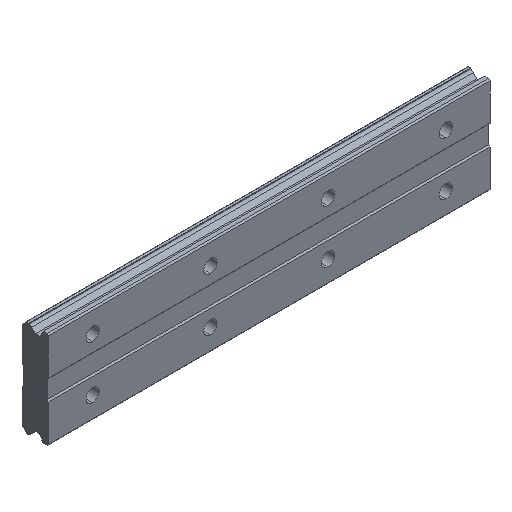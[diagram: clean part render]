
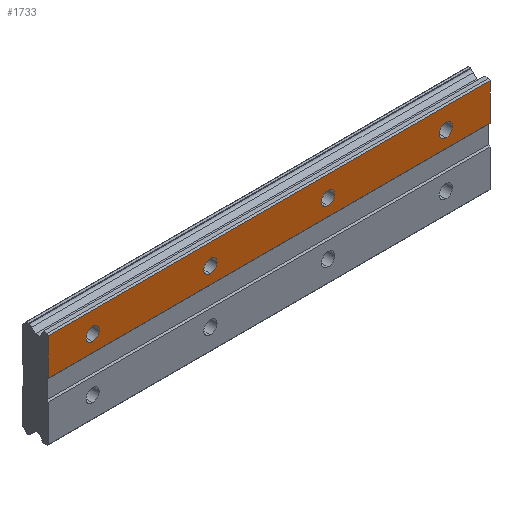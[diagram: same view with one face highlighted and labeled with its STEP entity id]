
A CAD part, isometric view. The second image highlights one B-rep face of the part: STEP entity #1733.
In plain terms, the highlighted planar face has unit normal (0, -1, 0).
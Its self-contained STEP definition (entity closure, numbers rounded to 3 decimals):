
#63 = EDGE_LOOP ( 'NONE', ( #590, #1001 ) ) ;
#75 = PLANE ( 'NONE',  #128 ) ;
#88 = CARTESIAN_POINT ( 'NONE',  ( 80., 0., 9. ) ) ;
#95 = VECTOR ( 'NONE', #2080, 1000. ) ;
#101 = CIRCLE ( 'NONE', #1340, 2.25 ) ;
#105 = EDGE_CURVE ( 'NONE', #1117, #2202, #101, .T. ) ;
#109 = DIRECTION ( 'NONE',  ( 0., -1., 0. ) ) ;
#122 = EDGE_CURVE ( 'NONE', #384, #978, #178, .T. ) ;
#128 = AXIS2_PLACEMENT_3D ( 'NONE', #1988, #683, #1793 ) ;
#161 = VERTEX_POINT ( 'NONE', #255 ) ;
#168 = CIRCLE ( 'NONE', #1294, 2.25 ) ;
#169 = VERTEX_POINT ( 'NONE', #2123 ) ;
#178 = CIRCLE ( 'NONE', #1849, 2.25 ) ;
#228 = CARTESIAN_POINT ( 'NONE',  ( 135., 0., 16.615 ) ) ;
#245 = CARTESIAN_POINT ( 'NONE',  ( 0., 0., 11.25 ) ) ;
#255 = CARTESIAN_POINT ( 'NONE',  ( 135., 0., 3.5 ) ) ;
#262 = DIRECTION ( 'NONE',  ( 0., -1., 0. ) ) ;
#288 = VERTEX_POINT ( 'NONE', #601 ) ;
#308 = ORIENTED_EDGE ( 'NONE', *, *, #1857, .F. ) ;
#344 = DIRECTION ( 'NONE',  ( 0., 0., 1. ) ) ;
#366 = EDGE_CURVE ( 'NONE', #1724, #169, #1473, .T. ) ;
#384 = VERTEX_POINT ( 'NONE', #2187 ) ;
#427 = DIRECTION ( 'NONE',  ( 0., 0., 1. ) ) ;
#431 = FACE_BOUND ( 'NONE', #63, .T. ) ;
#432 = AXIS2_PLACEMENT_3D ( 'NONE', #2021, #1465, #2226 ) ;
#494 = ORIENTED_EDGE ( 'NONE', *, *, #2317, .F. ) ;
#537 = LINE ( 'NONE', #721, #591 ) ;
#540 = LINE ( 'NONE', #1485, #701 ) ;
#590 = ORIENTED_EDGE ( 'NONE', *, *, #105, .F. ) ;
#591 = VECTOR ( 'NONE', #1797, 1000. ) ;
#601 = CARTESIAN_POINT ( 'NONE',  ( -15., 0., 3.5 ) ) ;
#608 = FACE_BOUND ( 'NONE', #1209, .T. ) ;
#632 = VERTEX_POINT ( 'NONE', #1892 ) ;
#683 = DIRECTION ( 'NONE',  ( 0., 1., 0. ) ) ;
#701 = VECTOR ( 'NONE', #1655, 1000. ) ;
#706 = CARTESIAN_POINT ( 'NONE',  ( 120., 0., 11.25 ) ) ;
#721 = CARTESIAN_POINT ( 'NONE',  ( -15., 0., 16.615 ) ) ;
#746 = CARTESIAN_POINT ( 'NONE',  ( 40., 0., 9. ) ) ;
#767 = DIRECTION ( 'NONE',  ( -1., 0., 0. ) ) ;
#775 = DIRECTION ( 'NONE',  ( 0., 0., 1. ) ) ;
#800 = CARTESIAN_POINT ( 'NONE',  ( 120., 0., 9. ) ) ;
#807 = ORIENTED_EDGE ( 'NONE', *, *, #1969, .F. ) ;
#848 = DIRECTION ( 'NONE',  ( 0., -1., 0. ) ) ;
#850 = CARTESIAN_POINT ( 'NONE',  ( 80., 0., 6.75 ) ) ;
#866 = AXIS2_PLACEMENT_3D ( 'NONE', #2373, #2363, #2201 ) ;
#895 = CIRCLE ( 'NONE', #961, 2.25 ) ;
#942 = DIRECTION ( 'NONE',  ( 0., -1., 0. ) ) ;
#951 = CARTESIAN_POINT ( 'NONE',  ( 120., 0., 9. ) ) ;
#961 = AXIS2_PLACEMENT_3D ( 'NONE', #746, #942, #1507 ) ;
#968 = VERTEX_POINT ( 'NONE', #1829 ) ;
#978 = VERTEX_POINT ( 'NONE', #706 ) ;
#981 = FACE_BOUND ( 'NONE', #2142, .T. ) ;
#997 = ORIENTED_EDGE ( 'NONE', *, *, #1537, .F. ) ;
#1001 = ORIENTED_EDGE ( 'NONE', *, *, #1696, .F. ) ;
#1022 = VECTOR ( 'NONE', #767, 1000. ) ;
#1029 = CARTESIAN_POINT ( 'NONE',  ( 80., 0., 9. ) ) ;
#1037 = CARTESIAN_POINT ( 'NONE',  ( 0., 0., 9. ) ) ;
#1041 = VERTEX_POINT ( 'NONE', #2259 ) ;
#1047 = CIRCLE ( 'NONE', #1359, 2.25 ) ;
#1058 = CIRCLE ( 'NONE', #866, 2.25 ) ;
#1089 = ORIENTED_EDGE ( 'NONE', *, *, #1115, .F. ) ;
#1115 = EDGE_CURVE ( 'NONE', #1281, #161, #2105, .T. ) ;
#1117 = VERTEX_POINT ( 'NONE', #1924 ) ;
#1141 = AXIS2_PLACEMENT_3D ( 'NONE', #1037, #1211, #344 ) ;
#1167 = EDGE_CURVE ( 'NONE', #161, #288, #1719, .T. ) ;
#1209 = EDGE_LOOP ( 'NONE', ( #1788, #2107 ) ) ;
#1211 = DIRECTION ( 'NONE',  ( 0., -1., 0. ) ) ;
#1281 = VERTEX_POINT ( 'NONE', #2255 ) ;
#1294 = AXIS2_PLACEMENT_3D ( 'NONE', #88, #262, #775 ) ;
#1340 = AXIS2_PLACEMENT_3D ( 'NONE', #1029, #109, #1763 ) ;
#1343 = ORIENTED_EDGE ( 'NONE', *, *, #1554, .T. ) ;
#1347 = DIRECTION ( 'NONE',  ( 0., -1., 0. ) ) ;
#1359 = AXIS2_PLACEMENT_3D ( 'NONE', #951, #1347, #2066 ) ;
#1465 = DIRECTION ( 'NONE',  ( 0., -1., 0. ) ) ;
#1473 = CIRCLE ( 'NONE', #1141, 2.25 ) ;
#1485 = CARTESIAN_POINT ( 'NONE',  ( 135., 0., 16. ) ) ;
#1497 = EDGE_LOOP ( 'NONE', ( #2002, #1089, #494, #1343 ) ) ;
#1507 = DIRECTION ( 'NONE',  ( 0., 0., 1. ) ) ;
#1537 = EDGE_CURVE ( 'NONE', #169, #1724, #1058, .T. ) ;
#1554 = EDGE_CURVE ( 'NONE', #632, #288, #537, .T. ) ;
#1655 = DIRECTION ( 'NONE',  ( 1., 0., 0. ) ) ;
#1672 = CARTESIAN_POINT ( 'NONE',  ( 135., 0., 3.5 ) ) ;
#1696 = EDGE_CURVE ( 'NONE', #2202, #1117, #168, .T. ) ;
#1719 = LINE ( 'NONE', #1672, #1022 ) ;
#1724 = VERTEX_POINT ( 'NONE', #245 ) ;
#1733 = ADVANCED_FACE ( 'NONE', ( #1742, #2273, #608, #431, #981 ), #75, .F. ) ;
#1742 = FACE_OUTER_BOUND ( 'NONE', #1497, .T. ) ;
#1763 = DIRECTION ( 'NONE',  ( 0., 0., 1. ) ) ;
#1788 = ORIENTED_EDGE ( 'NONE', *, *, #2041, .F. ) ;
#1793 = DIRECTION ( 'NONE',  ( 0., 0., 1. ) ) ;
#1797 = DIRECTION ( 'NONE',  ( 0., 0., -1. ) ) ;
#1829 = CARTESIAN_POINT ( 'NONE',  ( 40., 0., 6.75 ) ) ;
#1849 = AXIS2_PLACEMENT_3D ( 'NONE', #800, #848, #427 ) ;
#1857 = EDGE_CURVE ( 'NONE', #968, #1041, #2181, .T. ) ;
#1892 = CARTESIAN_POINT ( 'NONE',  ( -15., 0., 16. ) ) ;
#1924 = CARTESIAN_POINT ( 'NONE',  ( 80., 0., 11.25 ) ) ;
#1969 = EDGE_CURVE ( 'NONE', #1041, #968, #895, .T. ) ;
#1988 = CARTESIAN_POINT ( 'NONE',  ( 135., 0., 16. ) ) ;
#2002 = ORIENTED_EDGE ( 'NONE', *, *, #1167, .F. ) ;
#2021 = CARTESIAN_POINT ( 'NONE',  ( 40., 0., 9. ) ) ;
#2041 = EDGE_CURVE ( 'NONE', #978, #384, #1047, .T. ) ;
#2066 = DIRECTION ( 'NONE',  ( 0., 0., 1. ) ) ;
#2080 = DIRECTION ( 'NONE',  ( 0., 0., -1. ) ) ;
#2105 = LINE ( 'NONE', #228, #95 ) ;
#2107 = ORIENTED_EDGE ( 'NONE', *, *, #122, .F. ) ;
#2121 = ORIENTED_EDGE ( 'NONE', *, *, #366, .F. ) ;
#2123 = CARTESIAN_POINT ( 'NONE',  ( 0., 0., 6.75 ) ) ;
#2142 = EDGE_LOOP ( 'NONE', ( #807, #308 ) ) ;
#2181 = CIRCLE ( 'NONE', #432, 2.25 ) ;
#2187 = CARTESIAN_POINT ( 'NONE',  ( 120., 0., 6.75 ) ) ;
#2201 = DIRECTION ( 'NONE',  ( 0., 0., 1. ) ) ;
#2202 = VERTEX_POINT ( 'NONE', #850 ) ;
#2226 = DIRECTION ( 'NONE',  ( 0., 0., 1. ) ) ;
#2255 = CARTESIAN_POINT ( 'NONE',  ( 135., 0., 16. ) ) ;
#2259 = CARTESIAN_POINT ( 'NONE',  ( 40., 0., 11.25 ) ) ;
#2273 = FACE_BOUND ( 'NONE', #2394, .T. ) ;
#2317 = EDGE_CURVE ( 'NONE', #632, #1281, #540, .T. ) ;
#2363 = DIRECTION ( 'NONE',  ( 0., -1., 0. ) ) ;
#2373 = CARTESIAN_POINT ( 'NONE',  ( 0., 0., 9. ) ) ;
#2394 = EDGE_LOOP ( 'NONE', ( #2121, #997 ) ) ;
